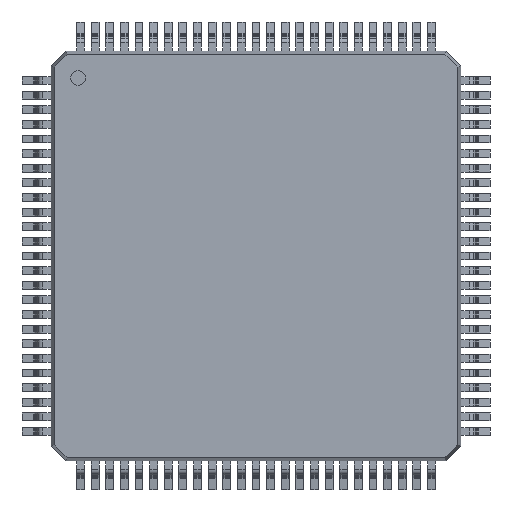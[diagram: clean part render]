
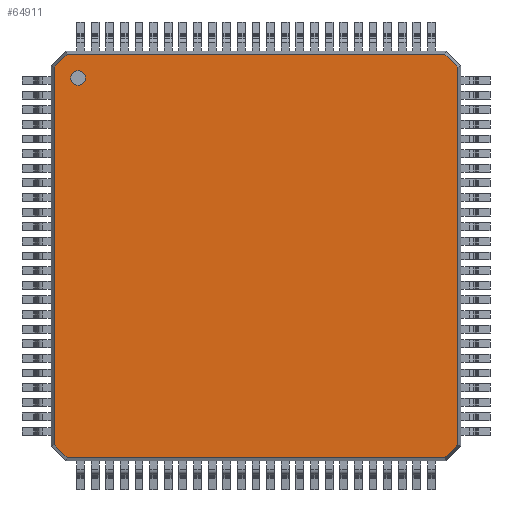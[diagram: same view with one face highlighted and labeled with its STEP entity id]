
A CAD part, top view. The second image highlights one B-rep face of the part: STEP entity #64911.
In plain terms, the highlighted planar face has unit normal (0, 0, 1).
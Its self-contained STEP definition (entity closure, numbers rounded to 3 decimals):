
#64369=CARTESIAN_POINT('',(-5.829,6.079,1.2));
#64370=VERTEX_POINT('',#64369);
#64386=CARTESIAN_POINT('',(-6.329,6.079,1.2));
#64387=VERTEX_POINT('',#64386);
#64394=CARTESIAN_POINT('',(-6.079,6.079,1.2));
#64395=DIRECTION('',(0.0,0.0,-1.0));
#64396=DIRECTION('',(1.0,0.0,0.0));
#64397=AXIS2_PLACEMENT_3D('',#64394,#64395,#64396);
#64398=CIRCLE('',#64397,0.25);
#64399=EDGE_CURVE('',#64370,#64387,#64398,.T.);
#64410=CARTESIAN_POINT('',(-6.079,6.079,1.2));
#64411=DIRECTION('',(0.0,0.0,-1.0));
#64412=DIRECTION('',(1.0,0.0,0.0));
#64413=AXIS2_PLACEMENT_3D('',#64410,#64411,#64412);
#64414=CIRCLE('',#64413,0.25);
#64415=EDGE_CURVE('',#64387,#64370,#64414,.T.);
#64810=CARTESIAN_POINT('',(-6.9,-6.459,1.2));
#64811=VERTEX_POINT('',#64810);
#64828=CARTESIAN_POINT('',(-6.459,-6.9,1.2));
#64829=VERTEX_POINT('',#64828);
#64836=CARTESIAN_POINT('',(-6.459,-6.9,1.2));
#64837=DIRECTION('',(-0.707,0.707,0.0));
#64838=VECTOR('',#64837,0.624);
#64839=LINE('',#64836,#64838);
#64840=EDGE_CURVE('',#64829,#64811,#64839,.T.);
#64845=CARTESIAN_POINT('',(0.,0.,1.2));
#64846=DIRECTION('',(0.0,0.0,1.0));
#64847=DIRECTION('',(1.0,0.0,0.0));
#64848=AXIS2_PLACEMENT_3D('',#64845,#64846,#64847);
#64849=PLANE('',#64848);
#64850=ORIENTED_EDGE('',*,*,#64840,.F.);
#64851=CARTESIAN_POINT('',(6.459,-6.9,1.2));
#64852=VERTEX_POINT('',#64851);
#64853=CARTESIAN_POINT('',(6.459,-6.9,1.2));
#64854=DIRECTION('',(-1.0,0.0,0.0));
#64855=VECTOR('',#64854,12.917);
#64856=LINE('',#64853,#64855);
#64857=EDGE_CURVE('',#64852,#64829,#64856,.T.);
#64858=ORIENTED_EDGE('',*,*,#64857,.F.);
#64859=CARTESIAN_POINT('',(6.9,-6.459,1.2));
#64860=VERTEX_POINT('',#64859);
#64861=CARTESIAN_POINT('',(6.9,-6.459,1.2));
#64862=DIRECTION('',(-0.707,-0.707,0.0));
#64863=VECTOR('',#64862,0.624);
#64864=LINE('',#64861,#64863);
#64865=EDGE_CURVE('',#64860,#64852,#64864,.T.);
#64866=ORIENTED_EDGE('',*,*,#64865,.F.);
#64867=CARTESIAN_POINT('',(6.9,6.459,1.2));
#64868=VERTEX_POINT('',#64867);
#64869=CARTESIAN_POINT('',(6.9,6.459,1.2));
#64870=DIRECTION('',(0.0,-1.0,0.0));
#64871=VECTOR('',#64870,12.917);
#64872=LINE('',#64869,#64871);
#64873=EDGE_CURVE('',#64868,#64860,#64872,.T.);
#64874=ORIENTED_EDGE('',*,*,#64873,.F.);
#64875=CARTESIAN_POINT('',(6.459,6.9,1.2));
#64876=VERTEX_POINT('',#64875);
#64877=CARTESIAN_POINT('',(6.459,6.9,1.2));
#64878=DIRECTION('',(0.707,-0.707,0.0));
#64879=VECTOR('',#64878,0.624);
#64880=LINE('',#64877,#64879);
#64881=EDGE_CURVE('',#64876,#64868,#64880,.T.);
#64882=ORIENTED_EDGE('',*,*,#64881,.F.);
#64883=CARTESIAN_POINT('',(-6.459,6.9,1.2));
#64884=VERTEX_POINT('',#64883);
#64885=CARTESIAN_POINT('',(-6.459,6.9,1.2));
#64886=DIRECTION('',(1.0,0.0,0.0));
#64887=VECTOR('',#64886,12.917);
#64888=LINE('',#64885,#64887);
#64889=EDGE_CURVE('',#64884,#64876,#64888,.T.);
#64890=ORIENTED_EDGE('',*,*,#64889,.F.);
#64891=CARTESIAN_POINT('',(-6.9,6.459,1.2));
#64892=VERTEX_POINT('',#64891);
#64893=CARTESIAN_POINT('',(-6.9,6.459,1.2));
#64894=DIRECTION('',(0.707,0.707,0.0));
#64895=VECTOR('',#64894,0.624);
#64896=LINE('',#64893,#64895);
#64897=EDGE_CURVE('',#64892,#64884,#64896,.T.);
#64898=ORIENTED_EDGE('',*,*,#64897,.F.);
#64899=CARTESIAN_POINT('',(-6.9,-6.459,1.2));
#64900=DIRECTION('',(0.0,1.0,0.0));
#64901=VECTOR('',#64900,12.917);
#64902=LINE('',#64899,#64901);
#64903=EDGE_CURVE('',#64811,#64892,#64902,.T.);
#64904=ORIENTED_EDGE('',*,*,#64903,.F.);
#64905=EDGE_LOOP('',(#64850,#64858,#64866,#64874,#64882,#64890,#64898,#64904));
#64906=FACE_OUTER_BOUND('',#64905,.T.);
#64907=ORIENTED_EDGE('',*,*,#64399,.T.);
#64908=ORIENTED_EDGE('',*,*,#64415,.T.);
#64909=EDGE_LOOP('',(#64907,#64908));
#64910=FACE_BOUND('',#64909,.T.);
#64911=ADVANCED_FACE('',(#64906,#64910),#64849,.T.);
